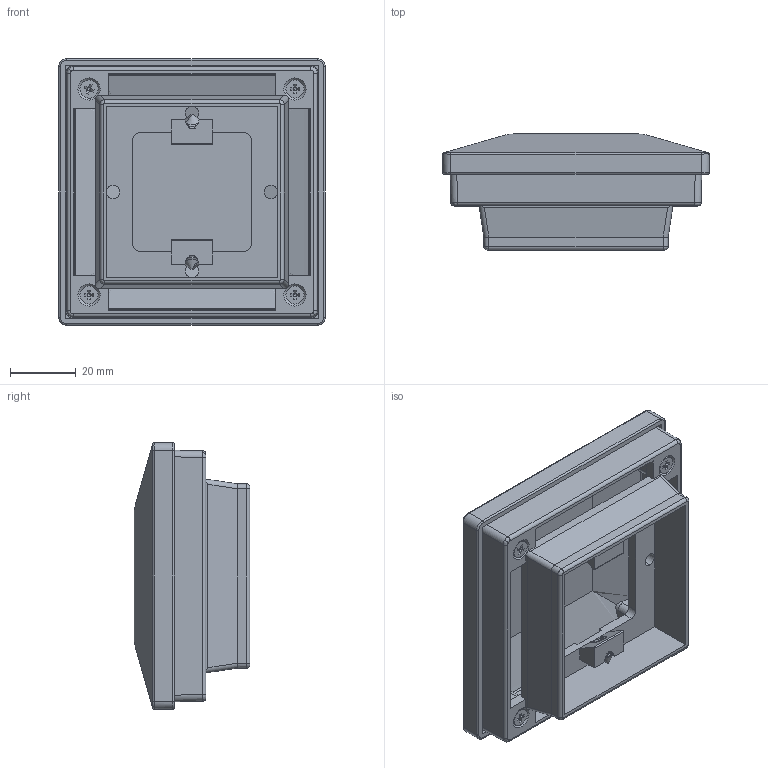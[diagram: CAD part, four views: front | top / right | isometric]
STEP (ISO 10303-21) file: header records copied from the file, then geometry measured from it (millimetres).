
FILE_DESCRIPTION (( 'STEP AP203' ), '1' );
FILE_NAME ('64CP50B.step', '2019-05-09T13:08:36', ( '' ), ( '' ), 'SwSTEP 2.0', 'SolidWorks 2018', '' );
FILE_SCHEMA (( 'CONFIG_CONTROL_DESIGN' ));
Length unit declared in the file: millimetre
Products named in the file (5): 64CP50B; 64CP50B Part2; 64CP50B Part1; countersunk flat head cross recess screw_bsi_BS EN ISO 7046-1 - M3 x 8 - Z - 8S; socket set screw cone point_bsi_BS 4168-3 - M5 x 8-S
Assembly tree (8 placements, depth 2):
  64CP50B
    64CP50B Part2
    64CP50B Part1
    socket set screw cone point_bsi_BS 4168-3 - M5 x 8-S  x2
    countersunk flat head cross recess screw_bsi_BS EN ISO 7046-1 - M3 x 8 - Z - 8S  x4
Bounding box: 81 x 35.2 x 81 mm (x, y, z)
Volume: 44066.8 mm3; surface area: 40144 mm2
Topology: 10 solids, 10 shells, 848 faces, 2230 edges, 1388 vertices
Faces by surface type: cone 332, cylinder 250, plane 228, bspline 22, torus 16
Entity records: 15441 total; most frequent: CARTESIAN_POINT 3563, ORIENTED_EDGE 2420, DIRECTION 2389, EDGE_CURVE 1210, AXIS2_PLACEMENT_3D 879, VERTEX_POINT 765, VECTOR 631, LINE 631
